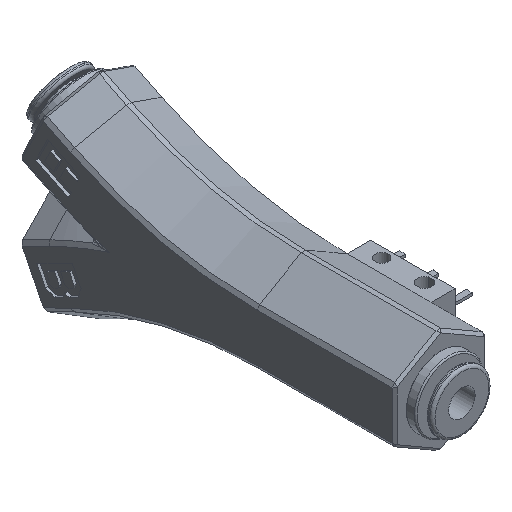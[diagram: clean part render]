
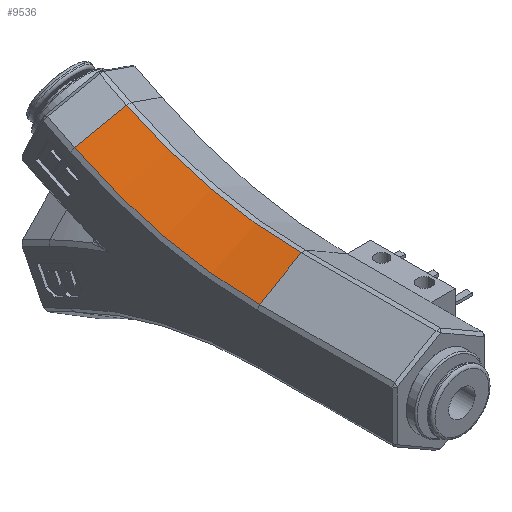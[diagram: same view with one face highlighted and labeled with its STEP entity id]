
A CAD part, isometric view. The second image highlights one B-rep face of the part: STEP entity #9536.
In plain terms, the highlighted conical face has half-angle 30 degrees and reference radius 61.724 mm.
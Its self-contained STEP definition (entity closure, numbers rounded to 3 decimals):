
#602=CONICAL_SURFACE('',#10189,61.724,0.524);
#675=CIRCLE('',#10151,63.544);
#677=CIRCLE('',#10162,59.903);
#1296=LINE('',#17396,#2333);
#1297=LINE('',#17398,#2334);
#2333=VECTOR('',#11603,10.);
#2334=VECTOR('',#11606,10.);
#3144=FACE_OUTER_BOUND('',#3740,.T.);
#3740=EDGE_LOOP('',(#7597,#7598,#7599,#7600));
#4682=VERTEX_POINT('',#17213);
#4683=VERTEX_POINT('',#17217);
#4692=VERTEX_POINT('',#17249);
#4694=VERTEX_POINT('',#17255);
#5702=EDGE_CURVE('',#4682,#4683,#675,.T.);
#5720=EDGE_CURVE('',#4694,#4692,#677,.T.);
#5764=EDGE_CURVE('',#4682,#4692,#1296,.T.);
#5765=EDGE_CURVE('',#4683,#4694,#1297,.T.);
#7597=ORIENTED_EDGE('',*,*,#5702,.F.);
#7598=ORIENTED_EDGE('',*,*,#5764,.T.);
#7599=ORIENTED_EDGE('',*,*,#5720,.F.);
#7600=ORIENTED_EDGE('',*,*,#5765,.F.);
#9536=ADVANCED_FACE('',(#3144),#602,.F.);
#10151=AXIS2_PLACEMENT_3D('',#17219,#11475,#11476);
#10162=AXIS2_PLACEMENT_3D('',#17257,#11513,#11514);
#10189=AXIS2_PLACEMENT_3D('',#17397,#11604,#11605);
#11475=DIRECTION('center_axis',(1.,0.,0.));
#11476=DIRECTION('ref_axis',(0.,0.,-1.));
#11513=DIRECTION('center_axis',(-1.,0.,0.));
#11514=DIRECTION('ref_axis',(0.,0.,
-1.));
#11603=DIRECTION('',(0.866,0.,0.5));
#11604=DIRECTION('center_axis',(-1.,0.,0.));
#11605=DIRECTION('ref_axis',(0.,0.,-1.));
#11606=DIRECTION('',(0.866,-0.221,0.448));
#17213=CARTESIAN_POINT('',(-6.654,12.,4.241));
#17217=CARTESIAN_POINT('',(-6.654,40.123,10.803));
#17219=CARTESIAN_POINT('Origin',(-6.654,12.,67.786));
#17249=CARTESIAN_POINT('',(-0.346,12.,7.883));
#17255=CARTESIAN_POINT('',(-0.346,38.511,14.069));
#17257=CARTESIAN_POINT('Origin',(-0.346,12.,67.786));
#17396=CARTESIAN_POINT('',(-7.,12.,4.041));
#17397=CARTESIAN_POINT('Origin',(-3.5,12.,67.786));
#17398=CARTESIAN_POINT('',(-7.,40.211,10.624));
